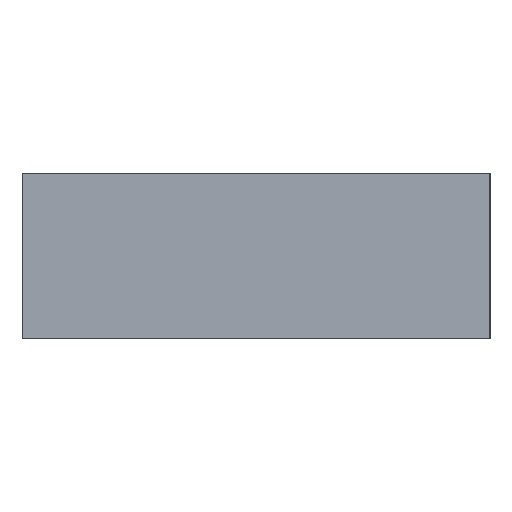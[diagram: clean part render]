
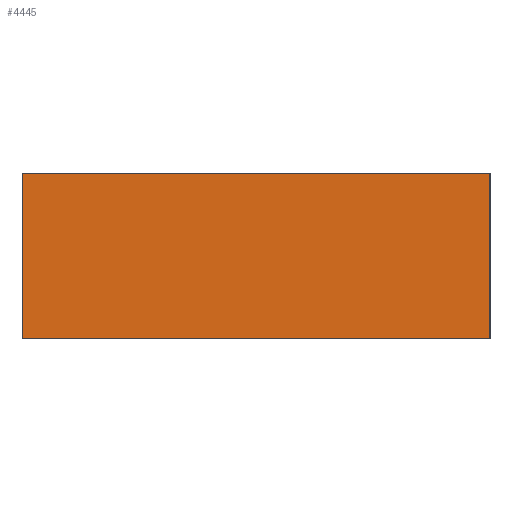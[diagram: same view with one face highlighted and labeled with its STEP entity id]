
A CAD part, left-side view. The second image highlights one B-rep face of the part: STEP entity #4445.
In plain terms, the highlighted planar face has unit normal (-1, 0, 0).
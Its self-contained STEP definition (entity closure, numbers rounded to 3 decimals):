
#115=PLANE('',#4736);
#336=FACE_OUTER_BOUND('',#592,.T.);
#592=EDGE_LOOP('',(#3854,#3855,#3856,#3857));
#1199=LINE('',#11686,#1461);
#1308=LINE('',#17078,#1570);
#1309=LINE('',#17080,#1571);
#1310=LINE('',#17081,#1572);
#1461=VECTOR('',#5251,10.);
#1570=VECTOR('',#5506,10.);
#1571=VECTOR('',#5507,10.);
#1572=VECTOR('',#5508,10.);
#1939=VERTEX_POINT('',#11683);
#1940=VERTEX_POINT('',#11685);
#2026=VERTEX_POINT('',#17077);
#2027=VERTEX_POINT('',#17079);
#2523=EDGE_CURVE('',#1939,#1940,#1199,.T.);
#2676=EDGE_CURVE('',#2026,#1939,#1308,.T.);
#2677=EDGE_CURVE('',#2027,#2026,#1309,.T.);
#2678=EDGE_CURVE('',#1940,#2027,#1310,.T.);
#3854=ORIENTED_EDGE('',*,*,#2676,.F.);
#3855=ORIENTED_EDGE('',*,*,#2677,.F.);
#3856=ORIENTED_EDGE('',*,*,#2678,.F.);
#3857=ORIENTED_EDGE('',*,*,#2523,.F.);
#4445=ADVANCED_FACE('',(#336),#115,.T.);
#4736=AXIS2_PLACEMENT_3D('',#17076,#5504,#5505);
#5251=DIRECTION('',(0.,1.,0.));
#5504=DIRECTION('center_axis',(-1.,0.,0.));
#5505=DIRECTION('ref_axis',(0.,-1.,0.));
#5506=DIRECTION('',(0.,0.,-1.));
#5507=DIRECTION('',(0.,-1.,0.));
#5508=DIRECTION('',(0.,0.,1.));
#11683=CARTESIAN_POINT('',(-103.,-8.,-5.));
#11685=CARTESIAN_POINT('',(-103.,91.,-5.));
#11686=CARTESIAN_POINT('',(-103.,-8.,-5.));
#17076=CARTESIAN_POINT('Origin',(-103.,91.,0.));
#17077=CARTESIAN_POINT('',(-103.,-8.,30.));
#17078=CARTESIAN_POINT('',(-103.,-8.,0.));
#17079=CARTESIAN_POINT('',(-103.,91.,30.));
#17080=CARTESIAN_POINT('',(-103.,-8.,30.));
#17081=CARTESIAN_POINT('',(-103.,91.,0.));
